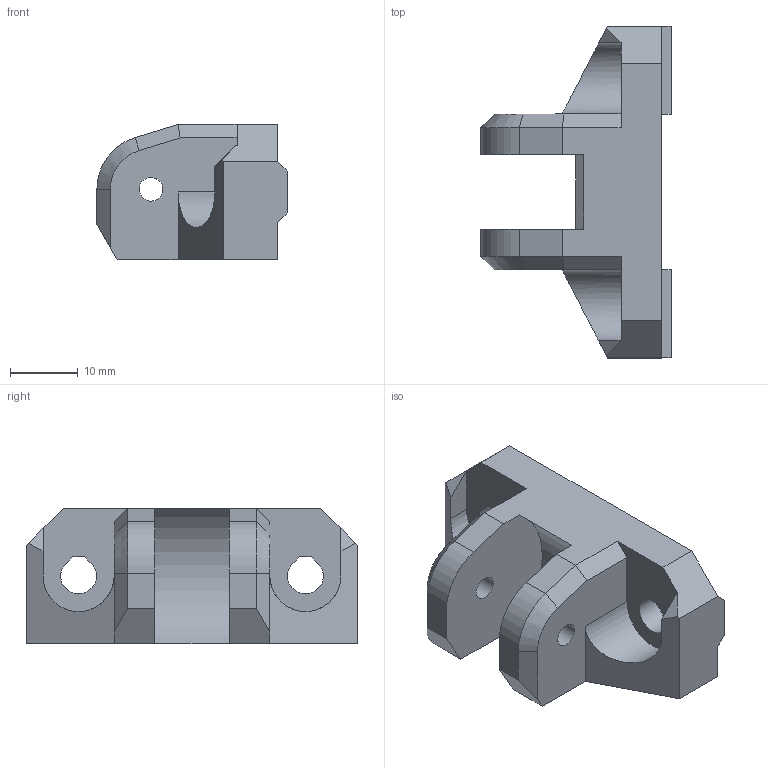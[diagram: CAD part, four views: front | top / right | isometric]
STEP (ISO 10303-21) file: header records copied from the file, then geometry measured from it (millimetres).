
FILE_DESCRIPTION(/* description */ (''),/* implementation_level */ '2;1');
FILE_NAME(/* name */ 'y_idler.step',/* time_stamp */ '2017-10-27T19:45:20+02:00',/* author */ ('gregsaun'),/* organization */ (''),/* preprocessor_version */ 'ST-DEVELOPER v16.13',/* originating_system */ 'Autodesk Translation Framework v6.5.0.72',/* authorisation */ '');
FILE_SCHEMA (('AUTOMOTIVE_DESIGN { 1 0 10303 214 3 1 1 }'));
Length unit declared in the file: millimetre
Products named in the file (1): y_idler
Bounding box: 28.1 x 49 x 20 mm (x, y, z)
Volume: 11328.8 mm3; surface area: 5278.7 mm2
Topology: 1 solids, 5 shells, 89 faces, 227 edges, 149 vertices
Faces by surface type: plane 78, cylinder 9, cone 2
Full cylindrical faces by diameter (mm): 3.5 x2
Entity records: 2694 total; most frequent: CARTESIAN_POINT 466, ORIENTED_EDGE 454, DIRECTION 428, EDGE_CURVE 227, LINE 206, VECTOR 206, VERTEX_POINT 149, AXIS2_PLACEMENT_3D 111
